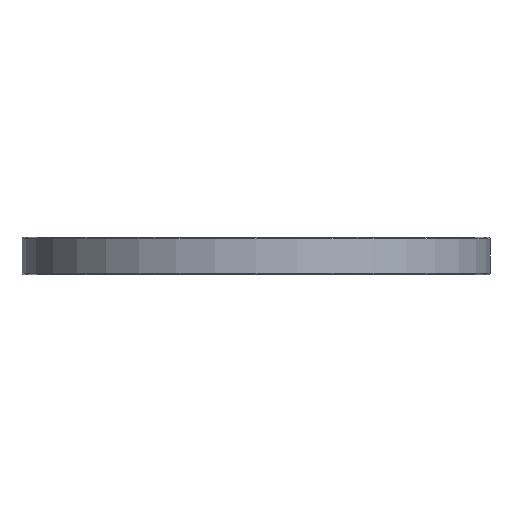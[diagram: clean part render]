
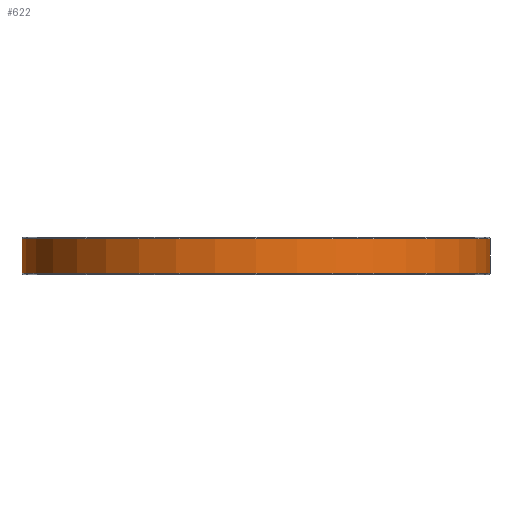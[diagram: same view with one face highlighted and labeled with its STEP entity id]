
A CAD part, front view. The second image highlights one B-rep face of the part: STEP entity #622.
In plain terms, the highlighted cylindrical face has radius 170 mm (diameter 340 mm), a partial arc.
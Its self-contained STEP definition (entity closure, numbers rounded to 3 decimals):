
#2 = LINE ( 'NONE', #804, #2073 ) ;
#30 = DIRECTION ( 'NONE',  ( 0., 0., 1. ) ) ;
#200 = CARTESIAN_POINT ( 'NONE',  ( 170., 0., 26. ) ) ;
#320 = FACE_OUTER_BOUND ( 'NONE', #1213, .T. ) ;
#359 = CARTESIAN_POINT ( 'NONE',  ( 170., 0., 1. ) ) ;
#411 = DIRECTION ( 'NONE',  ( 1., 0., 0. ) ) ;
#421 = CIRCLE ( 'NONE', #1346, 170. ) ;
#501 = DIRECTION ( 'NONE',  ( 0., 0., -1. ) ) ;
#580 = ORIENTED_EDGE ( 'NONE', *, *, #1160, .T. ) ;
#607 = EDGE_CURVE ( 'NONE', #996, #2060, #1289, .T. ) ;
#622 = ADVANCED_FACE ( 'NONE', ( #320 ), #1500, .T. ) ;
#682 = CIRCLE ( 'NONE', #1898, 170. ) ;
#714 = VERTEX_POINT ( 'NONE', #359 ) ;
#804 = CARTESIAN_POINT ( 'NONE',  ( 170., 0., 27. ) ) ;
#912 = CARTESIAN_POINT ( 'NONE',  ( 0., 0., 26. ) ) ;
#996 = VERTEX_POINT ( 'NONE', #2006 ) ;
#1005 = ORIENTED_EDGE ( 'NONE', *, *, #1959, .T. ) ;
#1079 = VERTEX_POINT ( 'NONE', #200 ) ;
#1160 = EDGE_CURVE ( 'NONE', #2060, #714, #682, .T. ) ;
#1213 = EDGE_LOOP ( 'NONE', ( #2142, #1005, #2389, #580 ) ) ;
#1255 = CARTESIAN_POINT ( 'NONE',  ( 0., 0., 1. ) ) ;
#1289 = LINE ( 'NONE', #2096, #1566 ) ;
#1346 = AXIS2_PLACEMENT_3D ( 'NONE', #912, #1473, #2486 ) ;
#1473 = DIRECTION ( 'NONE',  ( 0., 0., -1. ) ) ;
#1500 = CYLINDRICAL_SURFACE ( 'NONE', #1647, 170. ) ;
#1566 = VECTOR ( 'NONE', #2125, 1000. ) ;
#1647 = AXIS2_PLACEMENT_3D ( 'NONE', #2320, #501, #1915 ) ;
#1829 = DIRECTION ( 'NONE',  ( 0., 0., -1. ) ) ;
#1898 = AXIS2_PLACEMENT_3D ( 'NONE', #1255, #30, #411 ) ;
#1915 = DIRECTION ( 'NONE',  ( -1., 0., 0. ) ) ;
#1959 = EDGE_CURVE ( 'NONE', #1079, #996, #421, .T. ) ;
#2006 = CARTESIAN_POINT ( 'NONE',  ( -170., 0., 26. ) ) ;
#2060 = VERTEX_POINT ( 'NONE', #2346 ) ;
#2073 = VECTOR ( 'NONE', #1829, 1000. ) ;
#2096 = CARTESIAN_POINT ( 'NONE',  ( -170., 0., 27. ) ) ;
#2125 = DIRECTION ( 'NONE',  ( 0., 0., -1. ) ) ;
#2142 = ORIENTED_EDGE ( 'NONE', *, *, #2221, .F. ) ;
#2221 = EDGE_CURVE ( 'NONE', #1079, #714, #2, .T. ) ;
#2320 = CARTESIAN_POINT ( 'NONE',  ( 0., 0., 27. ) ) ;
#2346 = CARTESIAN_POINT ( 'NONE',  ( -170., 0., 1. ) ) ;
#2389 = ORIENTED_EDGE ( 'NONE', *, *, #607, .T. ) ;
#2486 = DIRECTION ( 'NONE',  ( 1., 0., 0. ) ) ;
